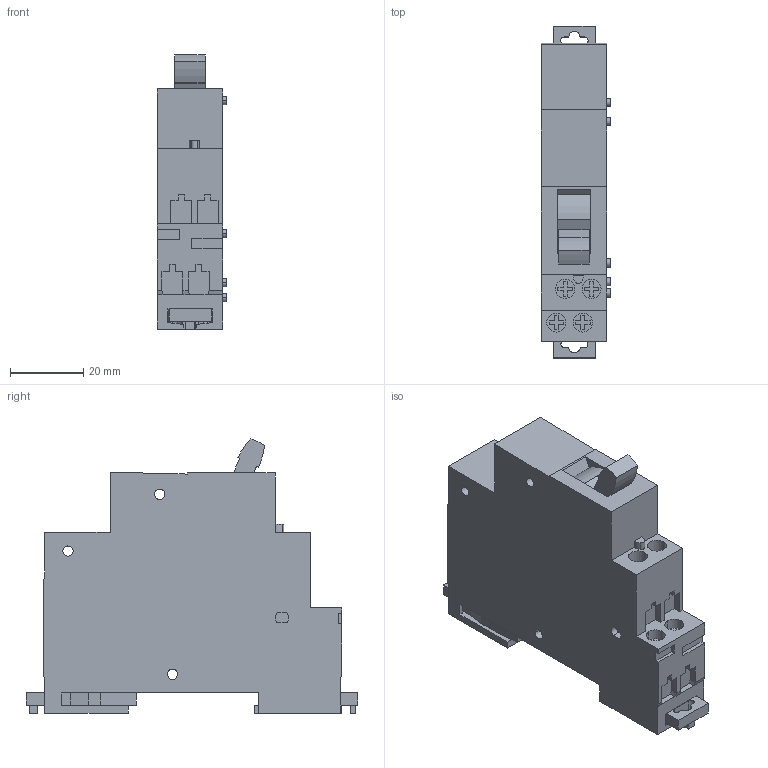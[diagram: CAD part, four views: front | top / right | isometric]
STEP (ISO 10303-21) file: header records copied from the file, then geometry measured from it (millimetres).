
FILE_DESCRIPTION((''),'2;1');
FILE_NAME('B105581','2013-07-02T',('SESA231906'),('Schneider-Electric'),'PRO/ENGINEER BY PARAMETRIC TECHNOLOGY CORPORATION, 2011410','PRO/ENGINEER BY PARAMETRIC TECHNOLOGY CORPORATION, 2011410','');
FILE_SCHEMA(('CONFIG_CONTROL_DESIGN'));
Length unit declared in the file: millimetre
Products named in the file (1): B105581
Bounding box: 18.9 x 90.55 x 74.79 mm (x, y, z)
Volume: 73302 mm3; surface area: 18902.4 mm2
Topology: 1 solids, 1 shells, 344 faces, 942 edges, 623 vertices
Faces by surface type: plane 283, cylinder 61
Entity records: 10845 total; most frequent: CARTESIAN_POINT 1920, ORIENTED_EDGE 1884, DIRECTION 1753, EDGE_CURVE 942, VECTOR 817, LINE 817, VERTEX_POINT 623, AXIS2_PLACEMENT_3D 468
